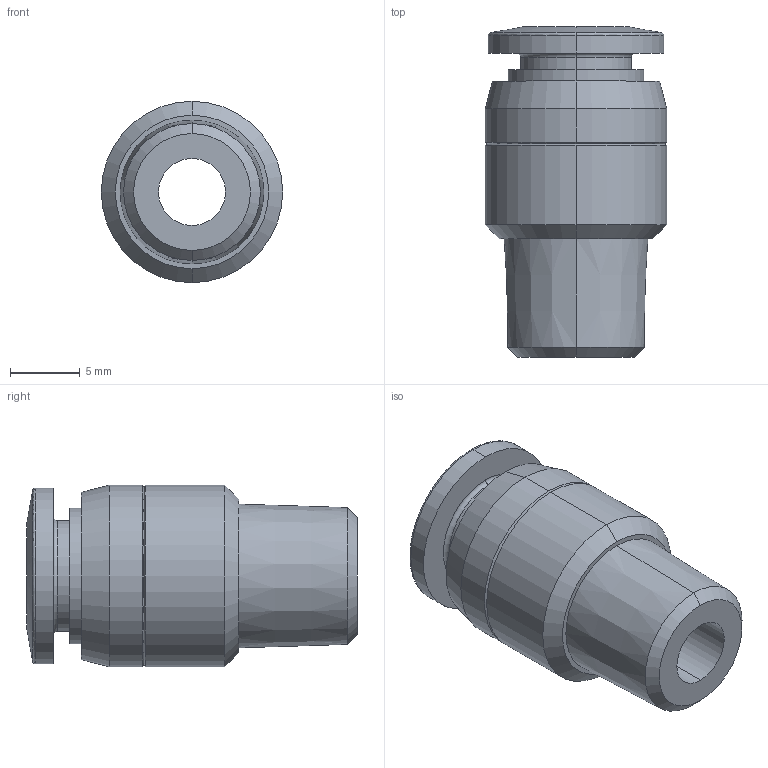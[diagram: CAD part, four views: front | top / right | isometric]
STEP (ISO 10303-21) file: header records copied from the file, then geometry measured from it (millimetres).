
FILE_DESCRIPTION (( 'STEP AP214' ), '1' );
FILE_NAME ('MSR14-18N.step', '2016-02-24T20:45:30', ( '' ), ( '' ), 'SwSTEP 2.0', 'SolidWorks 2015', '' );
FILE_SCHEMA (( 'AUTOMOTIVE_DESIGN' ));
Length unit declared in the file: inch
Products named in the file (1): MSR14-18N
Bounding box: 13 x 23.7 x 13 mm (x, y, z)
Volume: 1766.2 mm3; surface area: 1604.5 mm2
Topology: 1 solids, 1 shells, 42 faces, 84 edges, 48 vertices
Faces by surface type: cone 16, cylinder 14, plane 6, bspline 4, torus 2
Entity records: 1724 total; most frequent: CARTESIAN_POINT 235, DIRECTION 216, ORIENTED_EDGE 168, AXIS2_PLACEMENT_3D 93, EDGE_CURVE 84, CIRCLE 54, VERTEX_POINT 48, EDGE_LOOP 48
